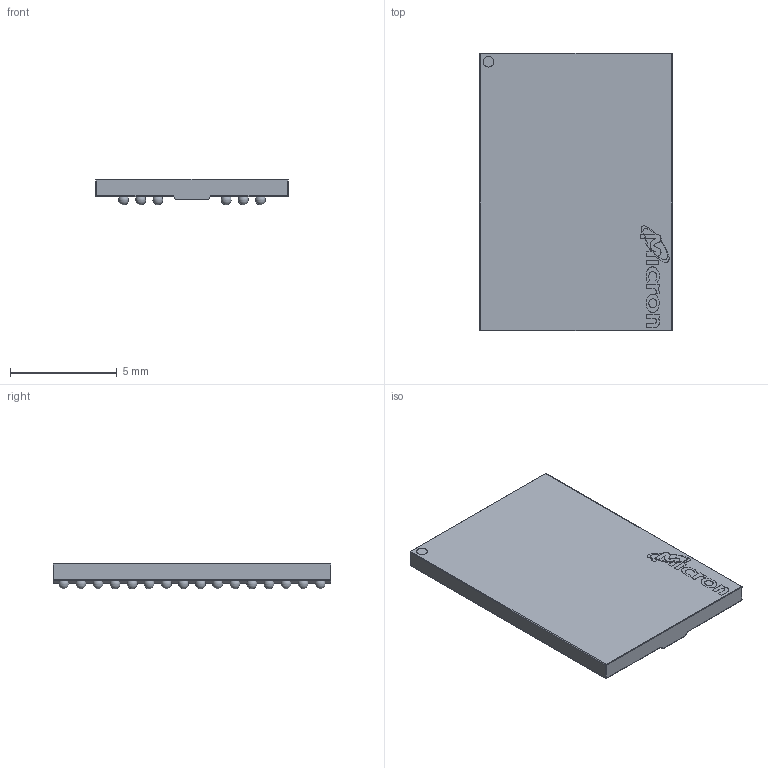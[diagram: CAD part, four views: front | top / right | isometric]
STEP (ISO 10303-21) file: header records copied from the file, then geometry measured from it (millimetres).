
FILE_DESCRIPTION(/* description */ (''),/* implementation_level */ '2;1');
FILE_NAME(/* name */ 'Micron MT40A1G16KD-062EE - SDRAM - DDR4 Memory IC 16Gb (1G x 16) Parallel 1.6GHz 19ns 96-FBGA (9x13) .stp',/* time_stamp */ '2021-01-14T15:04:39-04:00',/* author */ ('rabri'),/* organization */ (''),/* preprocessor_version */ 'ST-DEVELOPER v18',/* originating_system */ 'Autodesk Inventor 2020',/* authorisation */ '');
FILE_SCHEMA (('AUTOMOTIVE_DESIGN { 1 0 10303 214 3 1 1 }'));
Length unit declared in the file: millimetre
Products named in the file (5): Micron MT53D1024M32D4DT-046 WTD - 200-VFBGA (10x14.5); body; ball array; logo; test pads
Assembly tree (4 placements, depth 2):
  Micron MT53D1024M32D4DT-046 WTD - 200-VFBGA (10x14.5)
    body
    ball array
    logo
    test pads
Bounding box: 9 x 13 x 1.2 mm (x, y, z)
Volume: 103.3 mm3; surface area: 341 mm2
Topology: 106 solids, 106 shells, 267 faces, 699 edges, 452 vertices
Faces by surface type: sphere 108, bspline 68, plane 61, cylinder 26, torus 4
Full cylindrical faces by diameter (mm): 0.5 x1
Entity records: 7725 total; most frequent: CARTESIAN_POINT 1935, DIRECTION 1033, ORIENTED_EDGE 1014, EDGE_CURVE 507, VERTEX_POINT 452, AXIS2_PLACEMENT_3D 408, EDGE_LOOP 269, FACE_OUTER_BOUND 267
